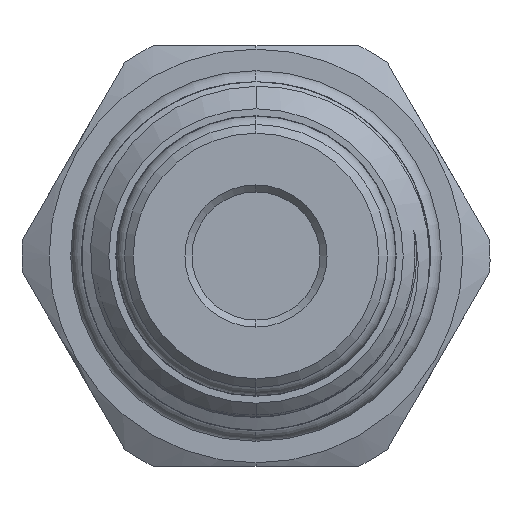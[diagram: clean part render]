
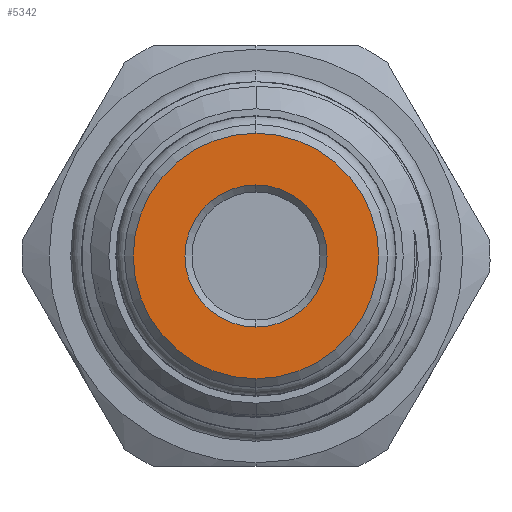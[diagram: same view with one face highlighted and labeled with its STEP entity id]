
A CAD part, left-side view. The second image highlights one B-rep face of the part: STEP entity #5342.
In plain terms, the highlighted planar face has unit normal (-1, 0, 0).
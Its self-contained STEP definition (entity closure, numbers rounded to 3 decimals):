
#233 = EDGE_CURVE ( 'NONE', #6203, #5511, #2625, .T. ) ;
#407 = EDGE_CURVE ( 'NONE', #3254, #1302, #811, .T. ) ;
#495 = EDGE_CURVE ( 'NONE', #5511, #6203, #4234, .T. ) ;
#785 = AXIS2_PLACEMENT_3D ( 'NONE', #4476, #878, #4553 ) ;
#808 = DIRECTION ( 'NONE',  ( -1., 0., 0. ) ) ;
#811 = CIRCLE ( 'NONE', #785, 4.05 ) ;
#852 = CARTESIAN_POINT ( 'NONE',  ( -63.454, 0., -7. ) ) ;
#878 = DIRECTION ( 'NONE',  ( 1., 0., 0. ) ) ;
#948 = DIRECTION ( 'NONE',  ( 0., 0., 1. ) ) ;
#1302 = VERTEX_POINT ( 'NONE', #5766 ) ;
#1506 = DIRECTION ( 'NONE',  ( 0., 0., 1. ) ) ;
#1590 = DIRECTION ( 'NONE',  ( -1., 0., 0. ) ) ;
#1831 = FACE_BOUND ( 'NONE', #5810, .T. ) ;
#1880 = CARTESIAN_POINT ( 'NONE',  ( -63.454, 0., 7. ) ) ;
#2234 = AXIS2_PLACEMENT_3D ( 'NONE', #3431, #4636, #948 ) ;
#2532 = EDGE_LOOP ( 'NONE', ( #4103, #5208 ) ) ;
#2625 = CIRCLE ( 'NONE', #6687, 7. ) ;
#2956 = ORIENTED_EDGE ( 'NONE', *, *, #7059, .T. ) ;
#3254 = VERTEX_POINT ( 'NONE', #6061 ) ;
#3374 = PLANE ( 'NONE',  #3973 ) ;
#3431 = CARTESIAN_POINT ( 'NONE',  ( -63.454, 0., 0. ) ) ;
#3960 = CARTESIAN_POINT ( 'NONE',  ( -63.454, 0., 0. ) ) ;
#3973 = AXIS2_PLACEMENT_3D ( 'NONE', #5173, #808, #1506 ) ;
#4054 = ORIENTED_EDGE ( 'NONE', *, *, #407, .T. ) ;
#4103 = ORIENTED_EDGE ( 'NONE', *, *, #233, .T. ) ;
#4234 = CIRCLE ( 'NONE', #7313, 7. ) ;
#4476 = CARTESIAN_POINT ( 'NONE',  ( -63.454, 0., 0. ) ) ;
#4553 = DIRECTION ( 'NONE',  ( 0., 0., 1. ) ) ;
#4636 = DIRECTION ( 'NONE',  ( 1., 0., 0. ) ) ;
#5173 = CARTESIAN_POINT ( 'NONE',  ( -63.454, 7., 0. ) ) ;
#5208 = ORIENTED_EDGE ( 'NONE', *, *, #495, .T. ) ;
#5342 = ADVANCED_FACE ( 'NONE', ( #1831, #6634 ), #3374, .T. ) ;
#5511 = VERTEX_POINT ( 'NONE', #1880 ) ;
#5766 = CARTESIAN_POINT ( 'NONE',  ( -63.454, 0., 4.05 ) ) ;
#5773 = CARTESIAN_POINT ( 'NONE',  ( -63.454, 0., 0. ) ) ;
#5810 = EDGE_LOOP ( 'NONE', ( #2956, #4054 ) ) ;
#6061 = CARTESIAN_POINT ( 'NONE',  ( -63.454, 0., -4.05 ) ) ;
#6203 = VERTEX_POINT ( 'NONE', #852 ) ;
#6634 = FACE_OUTER_BOUND ( 'NONE', #2532, .T. ) ;
#6687 = AXIS2_PLACEMENT_3D ( 'NONE', #3960, #1590, #6987 ) ;
#6987 = DIRECTION ( 'NONE',  ( 0., 0., 1. ) ) ;
#7059 = EDGE_CURVE ( 'NONE', #1302, #3254, #7390, .T. ) ;
#7313 = AXIS2_PLACEMENT_3D ( 'NONE', #5773, #7710, #7554 ) ;
#7390 = CIRCLE ( 'NONE', #2234, 4.05 ) ;
#7554 = DIRECTION ( 'NONE',  ( 0., 0., 1. ) ) ;
#7710 = DIRECTION ( 'NONE',  ( -1., 0., 0. ) ) ;
